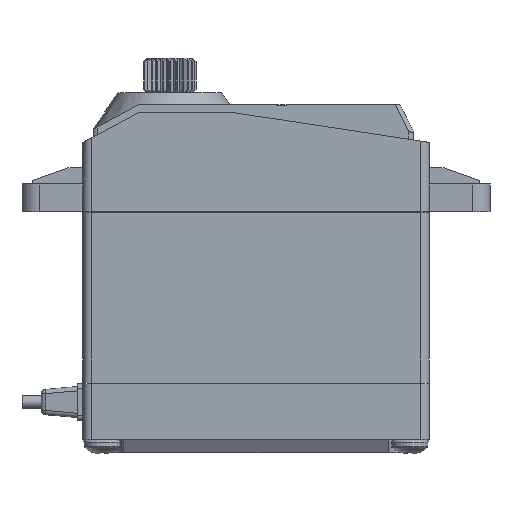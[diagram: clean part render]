
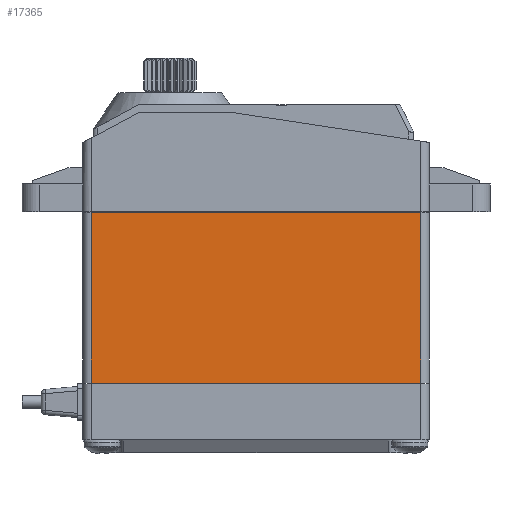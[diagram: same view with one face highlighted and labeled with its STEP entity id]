
A CAD part, front view. The second image highlights one B-rep face of the part: STEP entity #17365.
In plain terms, the highlighted planar face has unit normal (0, -1, 0).
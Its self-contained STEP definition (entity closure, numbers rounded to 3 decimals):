
#69 = CARTESIAN_POINT ( 'NONE',  ( 29.1, -10.2, -37.7 ) ) ;
#280 = EDGE_CURVE ( 'NONE', #5834, #2112, #16182, .T. ) ;
#309 = CARTESIAN_POINT ( 'NONE',  ( -9.1, -10.2, -37.7 ) ) ;
#334 = CARTESIAN_POINT ( 'NONE',  ( -9.1, -10.2, -82.88 ) ) ;
#612 = VERTEX_POINT ( 'NONE', #69 ) ;
#1939 = VECTOR ( 'NONE', #15433, 1000. ) ;
#2112 = VERTEX_POINT ( 'NONE', #14187 ) ;
#2141 = CARTESIAN_POINT ( 'NONE',  ( -9.1, -10.2, -82.88 ) ) ;
#2928 = CARTESIAN_POINT ( 'NONE',  ( 29.1, -10.2, -82.88 ) ) ;
#2961 = EDGE_CURVE ( 'NONE', #2112, #12206, #14634, .T. ) ;
#3091 = AXIS2_PLACEMENT_3D ( 'NONE', #334, #6659, #19418 ) ;
#4306 = ORIENTED_EDGE ( 'NONE', *, *, #2961, .F. ) ;
#4948 = EDGE_CURVE ( 'NONE', #612, #12206, #7719, .T. ) ;
#5834 = VERTEX_POINT ( 'NONE', #309 ) ;
#6659 = DIRECTION ( 'NONE',  ( 0., -1., 0. ) ) ;
#7562 = LINE ( 'NONE', #13831, #10023 ) ;
#7719 = LINE ( 'NONE', #2928, #1939 ) ;
#7945 = EDGE_LOOP ( 'NONE', ( #16133, #13788, #4306, #9874 ) ) ;
#9874 = ORIENTED_EDGE ( 'NONE', *, *, #280, .F. ) ;
#10023 = VECTOR ( 'NONE', #20100, 1000. ) ;
#11454 = CARTESIAN_POINT ( 'NONE',  ( 29.1, -10.2, -17.9 ) ) ;
#11719 = PLANE ( 'NONE',  #3091 ) ;
#12206 = VERTEX_POINT ( 'NONE', #11454 ) ;
#13776 = VECTOR ( 'NONE', #14830, 1000. ) ;
#13788 = ORIENTED_EDGE ( 'NONE', *, *, #4948, .T. ) ;
#13831 = CARTESIAN_POINT ( 'NONE',  ( -9.1, -10.2, -37.7 ) ) ;
#14187 = CARTESIAN_POINT ( 'NONE',  ( -9.1, -10.2, -17.9 ) ) ;
#14425 = CARTESIAN_POINT ( 'NONE',  ( -9.1, -10.2, -17.9 ) ) ;
#14634 = LINE ( 'NONE', #14425, #13776 ) ;
#14830 = DIRECTION ( 'NONE',  ( 1., 0., 0. ) ) ;
#15433 = DIRECTION ( 'NONE',  ( 0., 0., 1. ) ) ;
#16133 = ORIENTED_EDGE ( 'NONE', *, *, #18858, .F. ) ;
#16182 = LINE ( 'NONE', #2141, #19529 ) ;
#17365 = ADVANCED_FACE ( 'NONE', ( #19513 ), #11719, .T. ) ;
#17516 = DIRECTION ( 'NONE',  ( 0., 0., 1. ) ) ;
#18858 = EDGE_CURVE ( 'NONE', #612, #5834, #7562, .T. ) ;
#19418 = DIRECTION ( 'NONE',  ( 0., 0., -1. ) ) ;
#19513 = FACE_OUTER_BOUND ( 'NONE', #7945, .T. ) ;
#19529 = VECTOR ( 'NONE', #17516, 1000. ) ;
#20100 = DIRECTION ( 'NONE',  ( -1., 0., 0. ) ) ;
